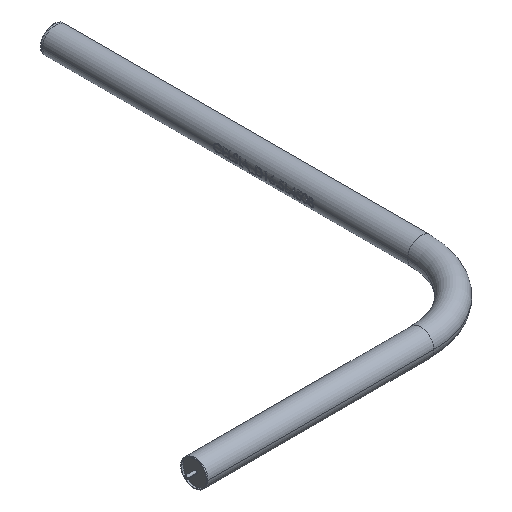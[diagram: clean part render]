
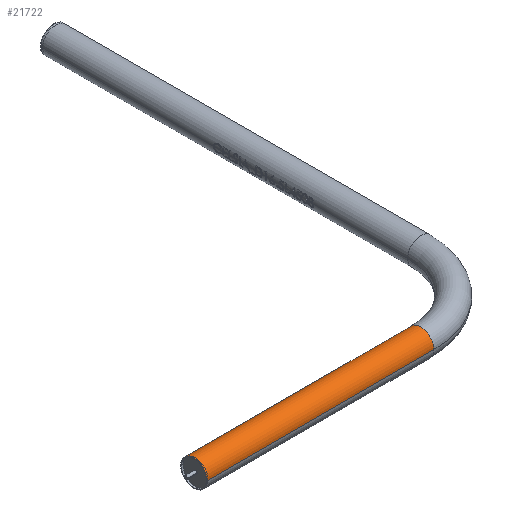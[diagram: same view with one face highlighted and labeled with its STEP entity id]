
A CAD part, isometric view. The second image highlights one B-rep face of the part: STEP entity #21722.
In plain terms, the highlighted cylindrical face has radius 8.25 mm (diameter 16.5 mm), a partial arc.
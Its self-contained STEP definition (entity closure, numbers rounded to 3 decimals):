
#10 = CARTESIAN_POINT ( 'NONE',  ( 46.343, -139.779, 0. ) ) ;
#126 = DIRECTION ( 'NONE',  ( 0., -1., 0. ) ) ;
#1194 = AXIS2_PLACEMENT_3D ( 'NONE', #10, #14187, #16264 ) ;
#1544 = VERTEX_POINT ( 'NONE', #21401 ) ;
#2839 = CIRCLE ( 'NONE', #8033, 8.25 ) ;
#4148 = VECTOR ( 'NONE', #22589, 1000. ) ;
#4329 = EDGE_CURVE ( 'NONE', #12523, #1544, #7130, .T. ) ;
#5128 = ORIENTED_EDGE ( 'NONE', *, *, #15155, .T. ) ;
#5485 = DIRECTION ( 'NONE',  ( -1., 0., 0. ) ) ;
#5993 = CIRCLE ( 'NONE', #22701, 8.25 ) ;
#7130 = LINE ( 'NONE', #7351, #18914 ) ;
#7351 = CARTESIAN_POINT ( 'NONE',  ( 46.343, -148.029, 0. ) ) ;
#7825 = DIRECTION ( 'NONE',  ( 0., -1., 0. ) ) ;
#8033 = AXIS2_PLACEMENT_3D ( 'NONE', #13963, #12454, #126 ) ;
#9320 = EDGE_LOOP ( 'NONE', ( #5128, #11797, #13182, #9403 ) ) ;
#9403 = ORIENTED_EDGE ( 'NONE', *, *, #4329, .F. ) ;
#9587 = CARTESIAN_POINT ( 'NONE',  ( -95.844, -131.529, 0. ) ) ;
#11439 = EDGE_CURVE ( 'NONE', #1544, #16913, #5993, .T. ) ;
#11797 = ORIENTED_EDGE ( 'NONE', *, *, #12859, .T. ) ;
#12454 = DIRECTION ( 'NONE',  ( -1., 0., 0. ) ) ;
#12523 = VERTEX_POINT ( 'NONE', #22539 ) ;
#12627 = CARTESIAN_POINT ( 'NONE',  ( 46.343, -131.529, 0. ) ) ;
#12859 = EDGE_CURVE ( 'NONE', #20771, #16913, #14180, .T. ) ;
#13182 = ORIENTED_EDGE ( 'NONE', *, *, #11439, .F. ) ;
#13963 = CARTESIAN_POINT ( 'NONE',  ( 46.343, -139.779, 0. ) ) ;
#14180 = LINE ( 'NONE', #19313, #4148 ) ;
#14187 = DIRECTION ( 'NONE',  ( -1., 0., 0. ) ) ;
#14410 = FACE_OUTER_BOUND ( 'NONE', #9320, .T. ) ;
#15155 = EDGE_CURVE ( 'NONE', #12523, #20771, #2839, .T. ) ;
#16264 = DIRECTION ( 'NONE',  ( 0., -1., 0. ) ) ;
#16913 = VERTEX_POINT ( 'NONE', #9587 ) ;
#17571 = CYLINDRICAL_SURFACE ( 'NONE', #1194, 8.25 ) ;
#18391 = DIRECTION ( 'NONE',  ( -1., 0., 0. ) ) ;
#18504 = CARTESIAN_POINT ( 'NONE',  ( -95.844, -139.779, 0. ) ) ;
#18914 = VECTOR ( 'NONE', #5485, 1000. ) ;
#19313 = CARTESIAN_POINT ( 'NONE',  ( 46.343, -131.529, 0. ) ) ;
#20771 = VERTEX_POINT ( 'NONE', #12627 ) ;
#21401 = CARTESIAN_POINT ( 'NONE',  ( -95.844, -148.029, 0. ) ) ;
#21722 = ADVANCED_FACE ( 'NONE', ( #14410 ), #17571, .T. ) ;
#22539 = CARTESIAN_POINT ( 'NONE',  ( 46.343, -148.029, 0. ) ) ;
#22589 = DIRECTION ( 'NONE',  ( -1., 0., 0. ) ) ;
#22701 = AXIS2_PLACEMENT_3D ( 'NONE', #18504, #18391, #7825 ) ;
